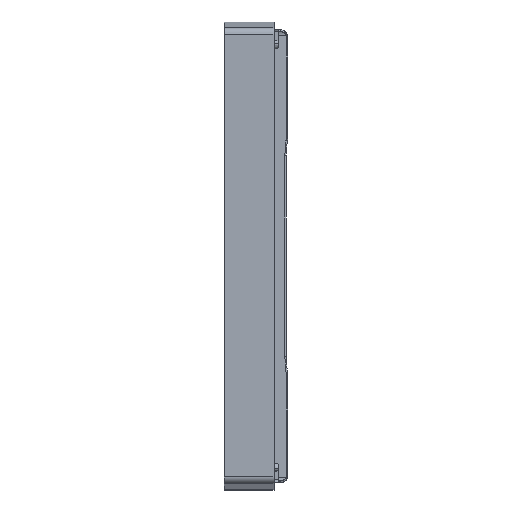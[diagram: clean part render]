
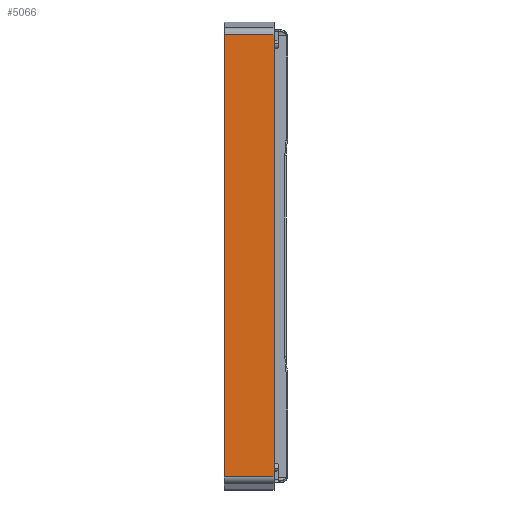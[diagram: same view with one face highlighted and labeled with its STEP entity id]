
A CAD part, top view. The second image highlights one B-rep face of the part: STEP entity #5066.
In plain terms, the highlighted planar face has unit normal (0, 0, 1).
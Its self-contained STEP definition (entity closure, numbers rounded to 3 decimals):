
#294 = VERTEX_POINT ( 'NONE', #6053 ) ;
#596 = EDGE_CURVE ( 'NONE', #9433, #8468, #11270, .T. ) ;
#781 = CARTESIAN_POINT ( 'NONE',  ( 21.45, -10.901, 10.375 ) ) ;
#791 = PLANE ( 'NONE',  #5213 ) ;
#1330 = VERTEX_POINT ( 'NONE', #7411 ) ;
#1519 = VECTOR ( 'NONE', #7226, 1000. ) ;
#2432 = CARTESIAN_POINT ( 'NONE',  ( -13.8, 0., 10.375 ) ) ;
#2492 = LINE ( 'NONE', #2432, #6123 ) ;
#3564 = ORIENTED_EDGE ( 'NONE', *, *, #9644, .F. ) ;
#4254 = CARTESIAN_POINT ( 'NONE',  ( 21.45, 302.901, 10.375 ) ) ;
#4468 = DIRECTION ( 'NONE',  ( -1., 0., 0. ) ) ;
#4846 = DIRECTION ( 'NONE',  ( 0., -1., 0. ) ) ;
#5053 = ORIENTED_EDGE ( 'NONE', *, *, #11242, .T. ) ;
#5066 = ADVANCED_FACE ( 'NONE', ( #9172 ), #791, .F. ) ;
#5213 = AXIS2_PLACEMENT_3D ( 'NONE', #10979, #11034, #4468 ) ;
#6053 = CARTESIAN_POINT ( 'NONE',  ( -13.8, -10.901, 10.375 ) ) ;
#6123 = VECTOR ( 'NONE', #11586, 1000. ) ;
#6455 = LINE ( 'NONE', #781, #1519 ) ;
#6890 = EDGE_CURVE ( 'NONE', #9433, #1330, #11755, .T. ) ;
#7069 = VECTOR ( 'NONE', #4846, 1000. ) ;
#7226 = DIRECTION ( 'NONE',  ( 1., 0., 0. ) ) ;
#7357 = VECTOR ( 'NONE', #9100, 1000. ) ;
#7411 = CARTESIAN_POINT ( 'NONE',  ( -13.8, 302.901, 10.375 ) ) ;
#7415 = CARTESIAN_POINT ( 'NONE',  ( 21.45, 0., 10.375 ) ) ;
#8325 = ORIENTED_EDGE ( 'NONE', *, *, #6890, .T. ) ;
#8468 = VERTEX_POINT ( 'NONE', #8778 ) ;
#8778 = CARTESIAN_POINT ( 'NONE',  ( 21.45, -10.901, 10.375 ) ) ;
#9100 = DIRECTION ( 'NONE',  ( -1., 0., 0. ) ) ;
#9172 = FACE_OUTER_BOUND ( 'NONE', #11581, .T. ) ;
#9398 = ORIENTED_EDGE ( 'NONE', *, *, #596, .F. ) ;
#9433 = VERTEX_POINT ( 'NONE', #4254 ) ;
#9644 = EDGE_CURVE ( 'NONE', #294, #1330, #2492, .T. ) ;
#10966 = CARTESIAN_POINT ( 'NONE',  ( -13.8, 302.901, 10.375 ) ) ;
#10979 = CARTESIAN_POINT ( 'NONE',  ( 6.45, -20., 10.375 ) ) ;
#11034 = DIRECTION ( 'NONE',  ( 0., 0., -1. ) ) ;
#11242 = EDGE_CURVE ( 'NONE', #294, #8468, #6455, .T. ) ;
#11270 = LINE ( 'NONE', #7415, #7069 ) ;
#11581 = EDGE_LOOP ( 'NONE', ( #3564, #5053, #9398, #8325 ) ) ;
#11586 = DIRECTION ( 'NONE',  ( 0., 1., 0. ) ) ;
#11755 = LINE ( 'NONE', #10966, #7357 ) ;
